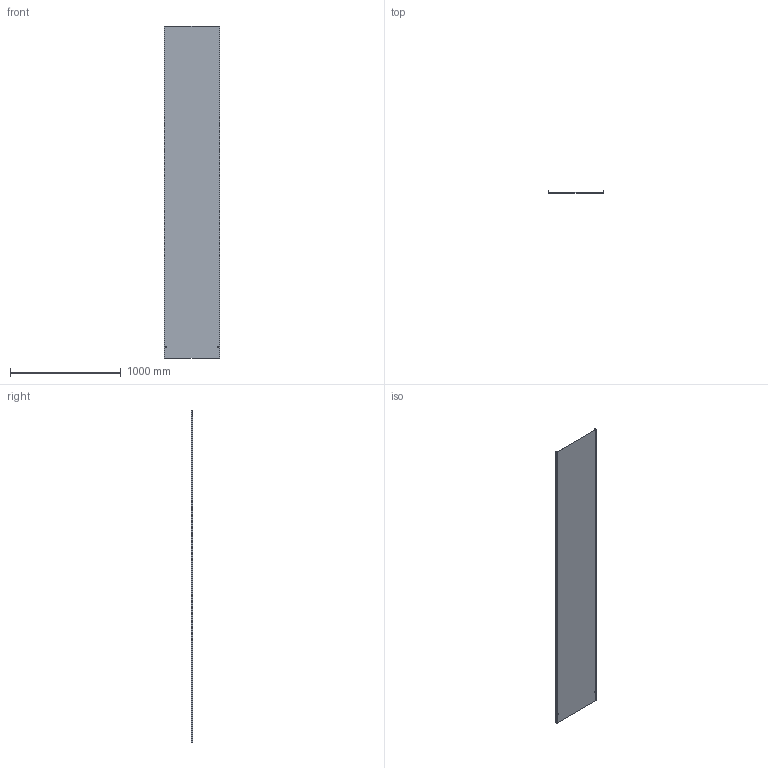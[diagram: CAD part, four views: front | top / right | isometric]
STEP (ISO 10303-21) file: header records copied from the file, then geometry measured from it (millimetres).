
FILE_DESCRIPTION (( 'STEP AP214' ), '1' );
FILE_NAME ('6001832.STEP', '2019-11-19T08:09:52', ( '' ), ( '' ), 'SwSTEP 2.0', 'SolidWorks 2018', '' );
FILE_SCHEMA (( 'AUTOMOTIVE_DESIGN' ));
Length unit declared in the file: millimetre
Products named in the file (1): 6001832
Bounding box: 498 x 15 x 3000 mm (x, y, z)
Volume: 1189879.3 mm3; surface area: 3178352 mm2
Topology: 1 solids, 1 shells, 58 faces, 168 edges, 112 vertices
Faces by surface type: plane 54, cylinder 4
Entity records: 1922 total; most frequent: CARTESIAN_POINT 339, ORIENTED_EDGE 336, DIRECTION 294, EDGE_CURVE 168, VECTOR 160, LINE 160, VERTEX_POINT 112, AXIS2_PLACEMENT_3D 67
